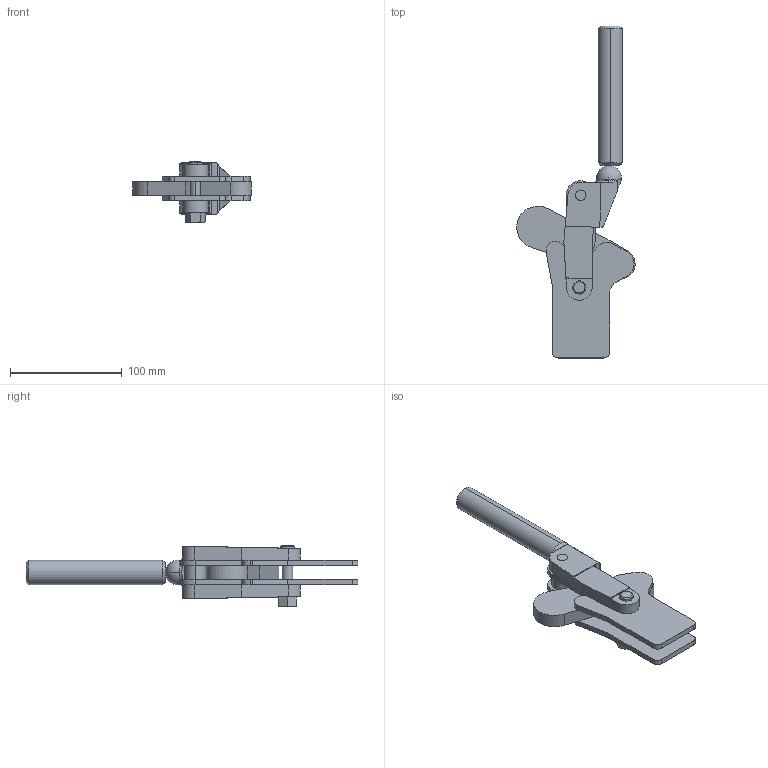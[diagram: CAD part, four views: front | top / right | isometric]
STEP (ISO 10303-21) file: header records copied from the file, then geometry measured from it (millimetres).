
FILE_DESCRIPTION (( 'STEP AP214' ), '1' );
FILE_NAME ('GH-70515(Â²¤Æ)-1.STEP', '2020-03-06T05:18:55', ( 'LinWei' ), ( '' ), 'SwSTEP 2.0', 'SolidWorks 2016', '' );
FILE_SCHEMA (( 'AUTOMOTIVE_DESIGN' ));
Length unit declared in the file: millimetre
Products named in the file (6): Group5^GH-70515(簡化)-1; GH-70515(簡化)-1; 17030501-1^GH-70515(簡化)-1; 3700808-1^GH-70515(簡化)-1; Group1^GH-70515(簡化)-1; Group3^GH-70515(簡化)-1
Assembly tree (5 placements, depth 2):
  GH-70515(簡化)-1
    Group5^GH-70515(簡化)-1
    Group3^GH-70515(簡化)-1
    Group1^GH-70515(簡化)-1
    3700808-1^GH-70515(簡化)-1
    17030501-1^GH-70515(簡化)-1
Bounding box: 106.04 x 297.49 x 54.6 mm (x, y, z)
Volume: 219479.7 mm3; surface area: 82664.5 mm2
Topology: 5 solids, 5 shells, 164 faces, 424 edges, 276 vertices
Faces by surface type: cylinder 71, plane 68, cone 20, torus 3, sphere 2
Entity records: 5683 total; most frequent: CARTESIAN_POINT 1079, DIRECTION 899, ORIENTED_EDGE 838, EDGE_CURVE 419, AXIS2_PLACEMENT_3D 343, VERTEX_POINT 273, VECTOR 213, LINE 213
